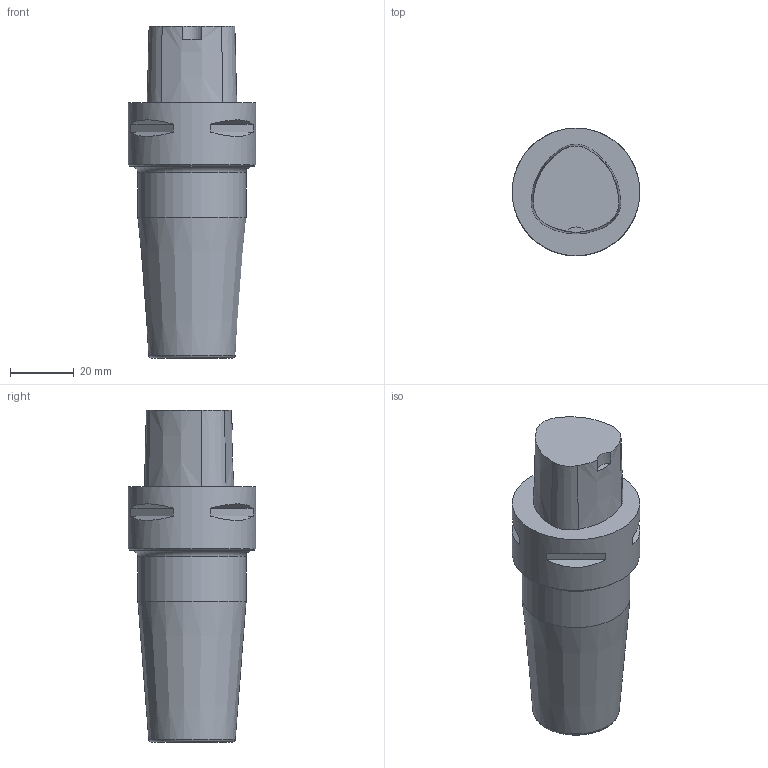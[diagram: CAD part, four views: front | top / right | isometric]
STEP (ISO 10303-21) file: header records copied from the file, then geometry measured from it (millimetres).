
FILE_DESCRIPTION(/* description */ ('3-D model version:1'),/* implementation_level */ '2;1');
FILE_NAME(/* name */ 'C4-391.19-16080',/* time_stamp */ '2016-12-02T13:53:35',/* author */ ('InteractiveCad'),/* organization */ ('AB Sandvik Coromant'),/* preprocessor_version */ 'ST-DEVELOPER v11',/* originating_system */ 'SIEMENS UGS NX 6.0',/* authorization */ '');
FILE_SCHEMA(('AUTOMOTIVE_DESIGN'));
Length unit declared in the file: millimetre
Products named in the file (1): C4_391.19_16080_634571388885761897_1_stp
Bounding box: 40 x 40 x 104 mm (x, y, z)
Volume: 75642.3 mm3; surface area: 15024.1 mm2
Topology: 1 solids, 1 shells, 32 faces, 67 edges, 44 vertices
Faces by surface type: plane 18, cone 8, cylinder 4, torus 2
Full cylindrical faces by diameter (mm): 16 x1, 33.9 x1, 40 x1
Entity records: 916 total; most frequent: DIRECTION 162, CARTESIAN_POINT 142, ORIENTED_EDGE 116, AXIS2_PLACEMENT_3D 70, EDGE_CURVE 58, EDGE_LOOP 46, VERTEX_POINT 42, ADVANCED_FACE 32
